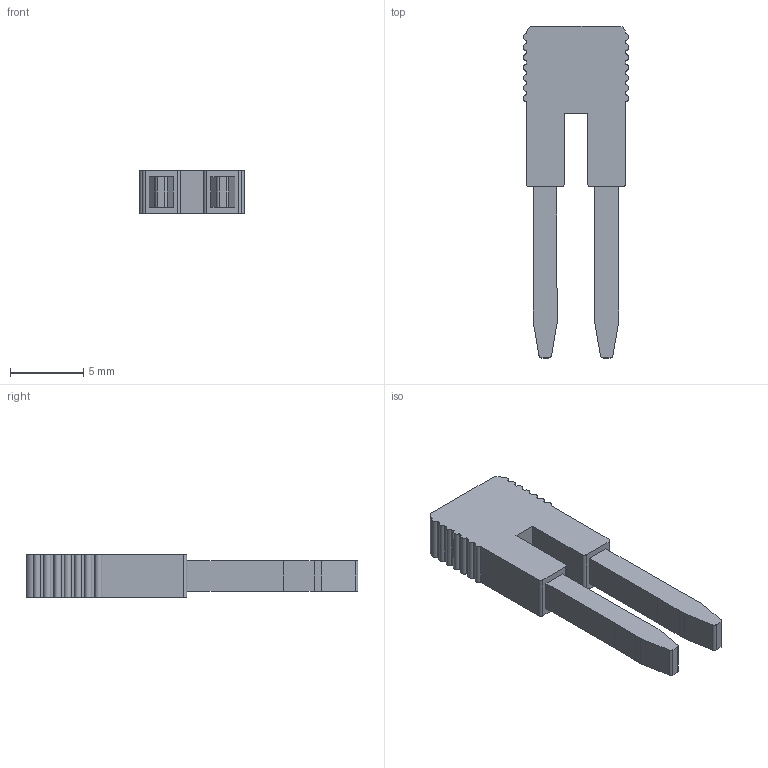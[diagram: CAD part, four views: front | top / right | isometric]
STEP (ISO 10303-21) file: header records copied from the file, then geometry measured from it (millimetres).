
FILE_DESCRIPTION((''),'2;1');
FILE_NAME('PRT0001','2021-04-19T',('Administrator'),(''),'PRO/ENGINEER BY PARAMETRIC TECHNOLOGY CORPORATION, 2013230','PRO/ENGINEER BY PARAMETRIC TECHNOLOGY CORPORATION, 2013230','');
FILE_SCHEMA(('AUTOMOTIVE_DESIGN { 1 0 10303 214 1 1 1 1 }'));
Length unit declared in the file: millimetre
Products named in the file (1): PRT0001
Bounding box: 7.19 x 22.7 x 3 mm (x, y, z)
Volume: 278 mm3; surface area: 444.4 mm2
Topology: 1 solids, 1 shells, 68 faces, 192 edges, 128 vertices
Faces by surface type: plane 44, cylinder 24
Entity records: 2276 total; most frequent: CARTESIAN_POINT 390, ORIENTED_EDGE 384, DIRECTION 376, EDGE_CURVE 192, VECTOR 144, LINE 144, VERTEX_POINT 128, AXIS2_PLACEMENT_3D 116
